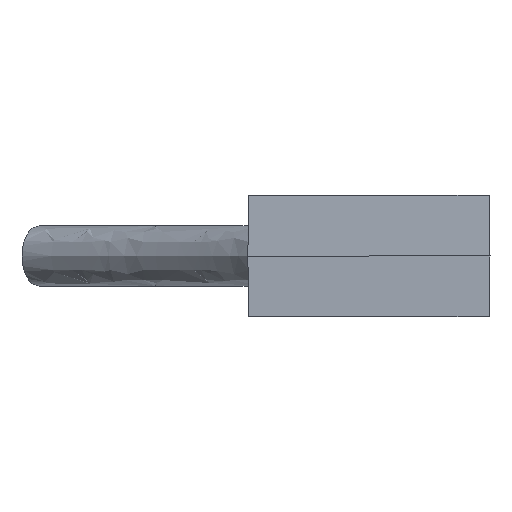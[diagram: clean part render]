
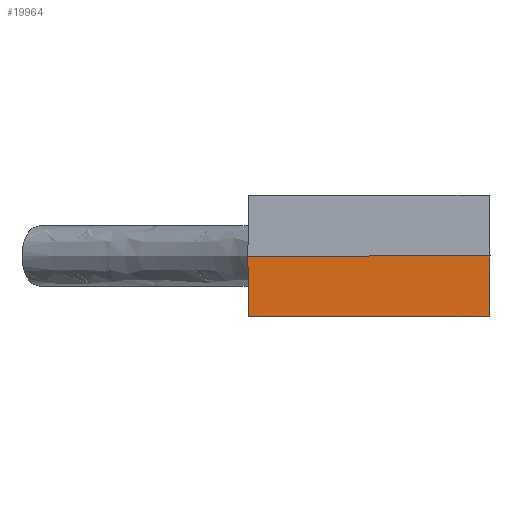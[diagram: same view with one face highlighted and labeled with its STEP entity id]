
A CAD part, left-side view. The second image highlights one B-rep face of the part: STEP entity #19964.
In plain terms, the highlighted planar face has unit normal (-1, 0, -0.016).
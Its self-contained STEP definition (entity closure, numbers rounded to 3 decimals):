
#2690 = EDGE_CURVE ( 'NONE', #2692, #10607, #5519, .T. ) ;
#2692 = VERTEX_POINT ( 'NONE', #5514 ) ;
#5514 = CARTESIAN_POINT ( 'NONE',  ( 0.1, 0.1, -6.25 ) ) ;
#5516 = DIRECTION ( 'NONE',  ( 0., 1., 0. ) ) ;
#5517 = VECTOR ( 'NONE', #5516, 1000. ) ;
#5518 = CARTESIAN_POINT ( 'NONE',  ( 0.1, 12.5, -6.25 ) ) ;
#5519 = LINE ( 'NONE', #5518, #5517 ) ;
#9926 = CARTESIAN_POINT ( 'NONE',  ( 0.1, 24.9, -6.25 ) ) ;
#10607 = VERTEX_POINT ( 'NONE', #9926 ) ;
#14129 = CARTESIAN_POINT ( 'NONE',  ( 0., 0., 0. ) ) ;
#14130 = DIRECTION ( 'NONE',  ( 0.016, -0.016, -1. ) ) ;
#14131 = VECTOR ( 'NONE', #14130, 1000. ) ;
#14132 = CARTESIAN_POINT ( 'NONE',  ( 0.11, 24.89, -6.864 ) ) ;
#14133 = LINE ( 'NONE', #14132, #14131 ) ;
#14140 = CARTESIAN_POINT ( 'NONE',  ( 0., 25., 0. ) ) ;
#15558 = DIRECTION ( 'NONE',  ( 0.016, 0.016, -1. ) ) ;
#15559 = VECTOR ( 'NONE', #15558, 1000. ) ;
#15560 = CARTESIAN_POINT ( 'NONE',  ( 0.05, 0.05, -3.125 ) ) ;
#15561 = LINE ( 'NONE', #15560, #15559 ) ;
#15566 = DIRECTION ( 'NONE',  ( 0.016, 0.016, -1. ) ) ;
#15567 = DIRECTION ( 'NONE',  ( 1., 0., 0.016 ) ) ;
#15568 = CARTESIAN_POINT ( 'NONE',  ( 0., 0., 0. ) ) ;
#15569 = AXIS2_PLACEMENT_3D ( 'NONE', #15568, #15567, #15566 ) ;
#15570 = PLANE ( 'NONE',  #15569 ) ;
#15572 = FACE_OUTER_BOUND ( 'NONE', #19887, .T. ) ;
#15591 = DIRECTION ( 'NONE',  ( 0., 1., 0. ) ) ;
#15592 = VECTOR ( 'NONE', #15591, 1000. ) ;
#15593 = CARTESIAN_POINT ( 'NONE',  ( 0., 12.5, 0. ) ) ;
#15594 = LINE ( 'NONE', #15593, #15592 ) ;
#19610 = VERTEX_POINT ( 'NONE', #14140 ) ;
#19620 = EDGE_CURVE ( 'NONE', #19610, #10607, #14133, .T. ) ;
#19622 = VERTEX_POINT ( 'NONE', #14129 ) ;
#19880 = ORIENTED_EDGE ( 'NONE', *, *, #19967, .F. ) ;
#19887 = EDGE_LOOP ( 'NONE', ( #19880, #19950, #19949, #19942 ) ) ;
#19942 = ORIENTED_EDGE ( 'NONE', *, *, #2690, .F. ) ;
#19949 = ORIENTED_EDGE ( 'NONE', *, *, #19620, .T. ) ;
#19950 = ORIENTED_EDGE ( 'NONE', *, *, #19951, .T. ) ;
#19951 = EDGE_CURVE ( 'NONE', #19622, #19610, #15594, .T. ) ;
#19964 = ADVANCED_FACE ( 'NONE', ( #15572 ), #15570, .F. ) ;
#19967 = EDGE_CURVE ( 'NONE', #19622, #2692, #15561, .T. ) ;
